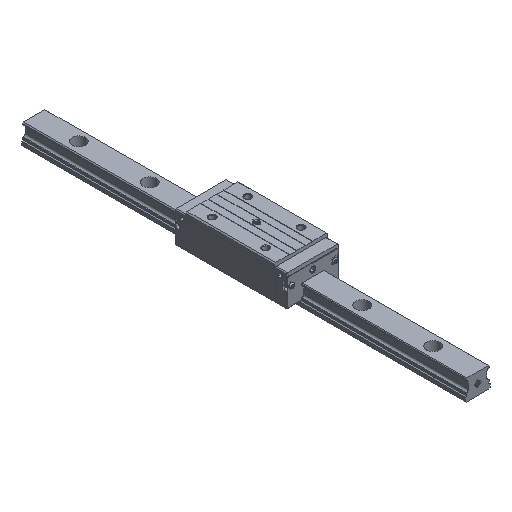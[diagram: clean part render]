
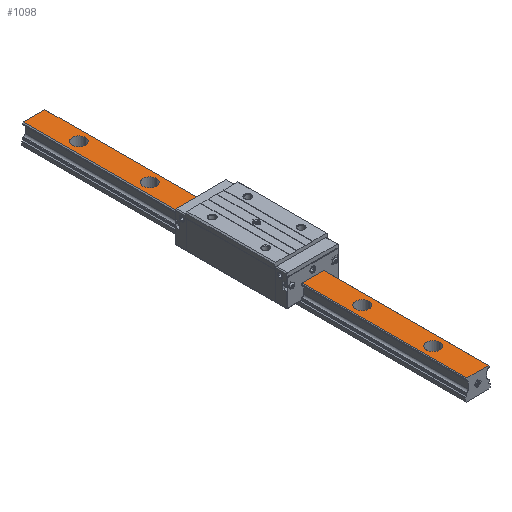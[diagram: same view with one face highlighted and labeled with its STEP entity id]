
A CAD part, isometric view. The second image highlights one B-rep face of the part: STEP entity #1098.
In plain terms, the highlighted planar face has unit normal (0, 0, 1).
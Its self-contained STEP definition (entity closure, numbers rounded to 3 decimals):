
#1098=ADVANCED_FACE('',(#2327,#2328,#2329,#2330,#2331,#2332,#2333),#2334,.T.);
#2327=FACE_BOUND('',#4244,.T.);
#2328=FACE_BOUND('',#4245,.T.);
#2329=FACE_BOUND('',#4246,.T.);
#2330=FACE_BOUND('',#4247,.T.);
#2331=FACE_BOUND('',#4248,.T.);
#2332=FACE_BOUND('',#4249,.T.);
#2333=FACE_OUTER_BOUND('',#4250,.T.);
#2334=PLANE('',#4251);
#4244=EDGE_LOOP('',(#7994,#7995));
#4245=EDGE_LOOP('',(#7996,#7997));
#4246=EDGE_LOOP('',(#7998,#7999));
#4247=EDGE_LOOP('',(#8000,#8001));
#4248=EDGE_LOOP('',(#8002,#8003));
#4249=EDGE_LOOP('',(#8004,#8005));
#4250=EDGE_LOOP('',(#8006,#8007,#8008,#8009));
#4251=AXIS2_PLACEMENT_3D('',#8010,#8011,#8012);
#7994=ORIENTED_EDGE('',*,*,#13570,.T.);
#7995=ORIENTED_EDGE('',*,*,#13278,.T.);
#7996=ORIENTED_EDGE('',*,*,#13574,.T.);
#7997=ORIENTED_EDGE('',*,*,#13270,.T.);
#7998=ORIENTED_EDGE('',*,*,#13578,.T.);
#7999=ORIENTED_EDGE('',*,*,#13262,.T.);
#8000=ORIENTED_EDGE('',*,*,#13582,.T.);
#8001=ORIENTED_EDGE('',*,*,#13254,.T.);
#8002=ORIENTED_EDGE('',*,*,#13586,.T.);
#8003=ORIENTED_EDGE('',*,*,#13246,.T.);
#8004=ORIENTED_EDGE('',*,*,#13590,.T.);
#8005=ORIENTED_EDGE('',*,*,#13238,.T.);
#8006=ORIENTED_EDGE('',*,*,#13639,.T.);
#8007=ORIENTED_EDGE('',*,*,#13640,.F.);
#8008=ORIENTED_EDGE('',*,*,#13641,.T.);
#8009=ORIENTED_EDGE('',*,*,#13637,.T.);
#8010=CARTESIAN_POINT('',(11.943,0.,23.5));
#8011=DIRECTION('',(0.0,0.,1.0));
#8012=DIRECTION('',(1.0,0.0,0.0));
#13238=EDGE_CURVE('',#16059,#16056,#16060,.T.);
#13246=EDGE_CURVE('',#16075,#16072,#16076,.T.);
#13254=EDGE_CURVE('',#16091,#16088,#16092,.T.);
#13262=EDGE_CURVE('',#16107,#16104,#16108,.T.);
#13270=EDGE_CURVE('',#16123,#16120,#16124,.T.);
#13278=EDGE_CURVE('',#16139,#16136,#16140,.T.);
#13570=EDGE_CURVE('',#16136,#16139,#16625,.T.);
#13574=EDGE_CURVE('',#16120,#16123,#16629,.T.);
#13578=EDGE_CURVE('',#16104,#16107,#16633,.T.);
#13582=EDGE_CURVE('',#16088,#16091,#16637,.T.);
#13586=EDGE_CURVE('',#16072,#16075,#16641,.T.);
#13590=EDGE_CURVE('',#16056,#16059,#16645,.T.);
#13637=EDGE_CURVE('',#16723,#16721,#16724,.T.);
#13639=EDGE_CURVE('',#16721,#16726,#16727,.T.);
#13640=EDGE_CURVE('',#16728,#16726,#16729,.T.);
#13641=EDGE_CURVE('',#16728,#16723,#16730,.T.);
#16056=VERTEX_POINT('',#20112);
#16059=VERTEX_POINT('',#20116);
#16060=CIRCLE('',#20117,7.5);
#16072=VERTEX_POINT('',#20132);
#16075=VERTEX_POINT('',#20136);
#16076=CIRCLE('',#20137,7.5);
#16088=VERTEX_POINT('',#20152);
#16091=VERTEX_POINT('',#20156);
#16092=CIRCLE('',#20157,7.5);
#16104=VERTEX_POINT('',#20172);
#16107=VERTEX_POINT('',#20176);
#16108=CIRCLE('',#20177,7.5);
#16120=VERTEX_POINT('',#20192);
#16123=VERTEX_POINT('',#20196);
#16124=CIRCLE('',#20197,7.5);
#16136=VERTEX_POINT('',#20212);
#16139=VERTEX_POINT('',#20216);
#16140=CIRCLE('',#20217,7.5);
#16625=CIRCLE('',#20987,7.5);
#16629=CIRCLE('',#20991,7.5);
#16633=CIRCLE('',#20995,7.5);
#16637=CIRCLE('',#20999,7.5);
#16641=CIRCLE('',#21003,7.5);
#16645=CIRCLE('',#21007,7.5);
#16721=VERTEX_POINT('',#21114);
#16723=VERTEX_POINT('',#21117);
#16724=LINE('',#21118,#21119);
#16726=VERTEX_POINT('',#21122);
#16727=LINE('',#21123,#21124);
#16728=VERTEX_POINT('',#21125);
#16729=LINE('',#21126,#21127);
#16730=LINE('',#21128,#21129);
#20112=CARTESIAN_POINT('',(7.5,50.0,23.5));
#20116=CARTESIAN_POINT('',(-7.5,50.0,23.5));
#20117=AXIS2_PLACEMENT_3D('',#25853,#25854,#25855);
#20132=CARTESIAN_POINT('',(7.5,130.0,23.5));
#20136=CARTESIAN_POINT('',(-7.5,130.0,23.5));
#20137=AXIS2_PLACEMENT_3D('',#25869,#25870,#25871);
#20152=CARTESIAN_POINT('',(7.5,210.0,23.5));
#20156=CARTESIAN_POINT('',(-7.5,210.0,23.5));
#20157=AXIS2_PLACEMENT_3D('',#25885,#25886,#25887);
#20172=CARTESIAN_POINT('',(7.5,290.0,23.5));
#20176=CARTESIAN_POINT('',(-7.5,290.0,23.5));
#20177=AXIS2_PLACEMENT_3D('',#25901,#25902,#25903);
#20192=CARTESIAN_POINT('',(7.5,370.0,23.5));
#20196=CARTESIAN_POINT('',(-7.5,370.0,23.5));
#20197=AXIS2_PLACEMENT_3D('',#25917,#25918,#25919);
#20212=CARTESIAN_POINT('',(7.5,450.0,23.5));
#20216=CARTESIAN_POINT('',(-7.5,450.0,23.5));
#20217=AXIS2_PLACEMENT_3D('',#25933,#25934,#25935);
#20987=AXIS2_PLACEMENT_3D('',#26239,#26240,#26241);
#20991=AXIS2_PLACEMENT_3D('',#26251,#26252,#26253);
#20995=AXIS2_PLACEMENT_3D('',#26263,#26264,#26265);
#20999=AXIS2_PLACEMENT_3D('',#26275,#26276,#26277);
#21003=AXIS2_PLACEMENT_3D('',#26287,#26288,#26289);
#21007=AXIS2_PLACEMENT_3D('',#26299,#26300,#26301);
#21114=CARTESIAN_POINT('',(11.943,500.0,23.5));
#21117=CARTESIAN_POINT('',(11.943,0.,23.5));
#21118=CARTESIAN_POINT('',(11.943,0.,23.5));
#21119=VECTOR('',#26376,1.0);
#21122=CARTESIAN_POINT('',(-12.008,500.0,23.5));
#21123=CARTESIAN_POINT('',(-12.008,500.0,23.5));
#21124=VECTOR('',#26378,1.0);
#21125=CARTESIAN_POINT('',(-12.008,0.,23.5));
#21126=CARTESIAN_POINT('',(-12.008,0.,23.5));
#21127=VECTOR('',#26379,1.0);
#21128=CARTESIAN_POINT('',(-12.008,0.,23.5));
#21129=VECTOR('',#26380,1.0);
#25853=CARTESIAN_POINT('',(0.0,50.0,23.5));
#25854=DIRECTION('',(0.0,0.,-1.0));
#25855=DIRECTION('',(1.0,0.0,0.0));
#25869=CARTESIAN_POINT('',(0.0,130.0,23.5));
#25870=DIRECTION('',(0.0,0.,-1.0));
#25871=DIRECTION('',(1.0,0.0,0.0));
#25885=CARTESIAN_POINT('',(0.0,210.0,23.5));
#25886=DIRECTION('',(0.0,0.,-1.0));
#25887=DIRECTION('',(1.0,0.0,0.0));
#25901=CARTESIAN_POINT('',(0.0,290.0,23.5));
#25902=DIRECTION('',(0.0,0.,-1.0));
#25903=DIRECTION('',(1.0,0.0,0.0));
#25917=CARTESIAN_POINT('',(0.0,370.0,23.5));
#25918=DIRECTION('',(0.0,0.,-1.0));
#25919=DIRECTION('',(1.0,0.0,0.0));
#25933=CARTESIAN_POINT('',(0.0,450.0,23.5));
#25934=DIRECTION('',(0.0,0.,-1.0));
#25935=DIRECTION('',(1.0,0.0,0.0));
#26239=CARTESIAN_POINT('',(0.0,450.0,23.5));
#26240=DIRECTION('',(0.0,0.,-1.0));
#26241=DIRECTION('',(1.0,0.0,0.0));
#26251=CARTESIAN_POINT('',(0.0,370.0,23.5));
#26252=DIRECTION('',(0.0,0.,-1.0));
#26253=DIRECTION('',(1.0,0.0,0.0));
#26263=CARTESIAN_POINT('',(0.0,290.0,23.5));
#26264=DIRECTION('',(0.0,0.,-1.0));
#26265=DIRECTION('',(1.0,0.0,0.0));
#26275=CARTESIAN_POINT('',(0.0,210.0,23.5));
#26276=DIRECTION('',(0.0,0.,-1.0));
#26277=DIRECTION('',(1.0,0.0,0.0));
#26287=CARTESIAN_POINT('',(0.0,130.0,23.5));
#26288=DIRECTION('',(0.0,0.,-1.0));
#26289=DIRECTION('',(1.0,0.0,0.0));
#26299=CARTESIAN_POINT('',(0.0,50.0,23.5));
#26300=DIRECTION('',(0.0,0.,-1.0));
#26301=DIRECTION('',(1.0,0.0,0.0));
#26376=DIRECTION('',(0.0,1.0,0.));
#26378=DIRECTION('',(-1.0,0.0,0.0));
#26379=DIRECTION('',(0.0,1.0,0.));
#26380=DIRECTION('',(1.0,0.0,0.0));
